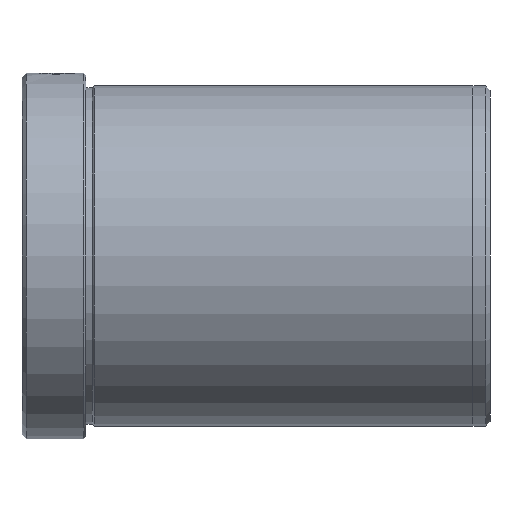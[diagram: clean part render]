
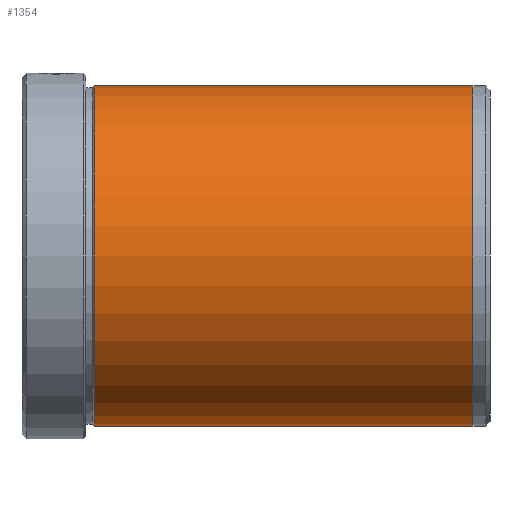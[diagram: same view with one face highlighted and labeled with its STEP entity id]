
A CAD part, left-side view. The second image highlights one B-rep face of the part: STEP entity #1354.
In plain terms, the highlighted cylindrical face has radius 40 mm (diameter 80 mm), a partial arc.
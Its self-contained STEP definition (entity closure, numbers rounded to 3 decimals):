
#87 = VERTEX_POINT ( 'NONE', #1250 ) ;
#88 = LINE ( 'NONE', #1156, #1519 ) ;
#106 = CARTESIAN_POINT ( 'NONE',  ( 0., -17., -40. ) ) ;
#143 = VERTEX_POINT ( 'NONE', #569 ) ;
#234 = VERTEX_POINT ( 'NONE', #1667 ) ;
#329 = DIRECTION ( 'NONE',  ( 0., -1., 0. ) ) ;
#338 = EDGE_CURVE ( 'NONE', #234, #891, #1664, .T. ) ;
#419 = AXIS2_PLACEMENT_3D ( 'NONE', #1442, #468, #1150 ) ;
#420 = CIRCLE ( 'NONE', #1012, 40. ) ;
#454 = FACE_OUTER_BOUND ( 'NONE', #947, .T. ) ;
#468 = DIRECTION ( 'NONE',  ( 0., 1., 0. ) ) ;
#564 = EDGE_CURVE ( 'NONE', #891, #143, #571, .T. ) ;
#569 = CARTESIAN_POINT ( 'NONE',  ( 0., -17., 40. ) ) ;
#571 = CIRCLE ( 'NONE', #939, 40. ) ;
#617 = DIRECTION ( 'NONE',  ( 0., 1., 0. ) ) ;
#733 = EDGE_CURVE ( 'NONE', #87, #143, #88, .T. ) ;
#737 = CYLINDRICAL_SURFACE ( 'NONE', #419, 40. ) ;
#864 = DIRECTION ( 'NONE',  ( 0., 1., 0. ) ) ;
#874 = CARTESIAN_POINT ( 'NONE',  ( 0., -17., 0. ) ) ;
#891 = VERTEX_POINT ( 'NONE', #106 ) ;
#939 = AXIS2_PLACEMENT_3D ( 'NONE', #874, #864, #1266 ) ;
#947 = EDGE_LOOP ( 'NONE', ( #1698, #1077, #1785, #1610 ) ) ;
#986 = DIRECTION ( 'NONE',  ( 0., 1., 0. ) ) ;
#1012 = AXIS2_PLACEMENT_3D ( 'NONE', #1147, #329, #1294 ) ;
#1077 = ORIENTED_EDGE ( 'NONE', *, *, #1662, .F. ) ;
#1147 = CARTESIAN_POINT ( 'NONE',  ( 0., -106., 0. ) ) ;
#1150 = DIRECTION ( 'NONE',  ( 0., 0., 1. ) ) ;
#1156 = CARTESIAN_POINT ( 'NONE',  ( 0., 0., 40. ) ) ;
#1250 = CARTESIAN_POINT ( 'NONE',  ( 0., -106., 40. ) ) ;
#1266 = DIRECTION ( 'NONE',  ( 0., 0., 1. ) ) ;
#1278 = CARTESIAN_POINT ( 'NONE',  ( 0., 0., -40. ) ) ;
#1294 = DIRECTION ( 'NONE',  ( 0., 0., -1. ) ) ;
#1354 = ADVANCED_FACE ( 'NONE', ( #454 ), #737, .T. ) ;
#1442 = CARTESIAN_POINT ( 'NONE',  ( 0., 0., 0. ) ) ;
#1519 = VECTOR ( 'NONE', #617, 1000. ) ;
#1610 = ORIENTED_EDGE ( 'NONE', *, *, #564, .F. ) ;
#1622 = VECTOR ( 'NONE', #986, 1000. ) ;
#1662 = EDGE_CURVE ( 'NONE', #87, #234, #420, .T. ) ;
#1664 = LINE ( 'NONE', #1278, #1622 ) ;
#1667 = CARTESIAN_POINT ( 'NONE',  ( 0., -106., -40. ) ) ;
#1698 = ORIENTED_EDGE ( 'NONE', *, *, #338, .F. ) ;
#1785 = ORIENTED_EDGE ( 'NONE', *, *, #733, .T. ) ;
